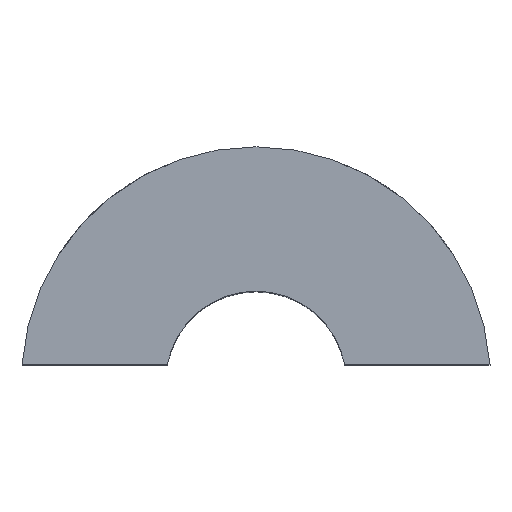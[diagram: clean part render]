
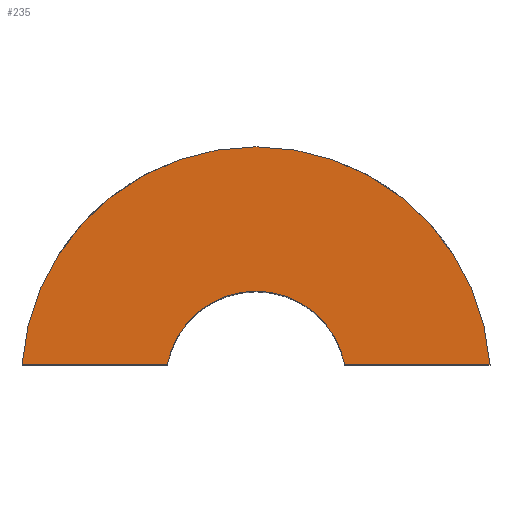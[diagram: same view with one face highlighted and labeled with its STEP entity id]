
A CAD part, top view. The second image highlights one B-rep face of the part: STEP entity #235.
In plain terms, the highlighted planar face has unit normal (0, 0, 1).
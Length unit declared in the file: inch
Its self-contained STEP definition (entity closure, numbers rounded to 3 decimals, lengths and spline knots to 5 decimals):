
#26=LINE('',#469,#40);
#30=LINE('',#481,#44);
#40=VECTOR('',#318,0.3937);
#44=VECTOR('',#330,0.3937);
#50=PLANE('',#278);
#62=FACE_OUTER_BOUND('',#78,.T.);
#78=EDGE_LOOP('',(#198,#199,#200,#201));
#88=CIRCLE('',#273,0.325);
#90=CIRCLE('',#277,0.125);
#110=VERTEX_POINT('',#466);
#111=VERTEX_POINT('',#468);
#113=VERTEX_POINT('',#474);
#115=VERTEX_POINT('',#480);
#136=EDGE_CURVE('',#111,#110,#26,.T.);
#139=EDGE_CURVE('',#113,#111,#88,.T.);
#142=EDGE_CURVE('',#115,#113,#30,.T.);
#145=EDGE_CURVE('',#110,#115,#90,.T.);
#198=ORIENTED_EDGE('',*,*,#145,.T.);
#199=ORIENTED_EDGE('',*,*,#142,.T.);
#200=ORIENTED_EDGE('',*,*,#139,.T.);
#201=ORIENTED_EDGE('',*,*,#136,.T.);
#235=ADVANCED_FACE('',(#62),#50,.T.);
#273=AXIS2_PLACEMENT_3D('',#475,#324,#325);
#277=AXIS2_PLACEMENT_3D('',#485,#336,#337);
#278=AXIS2_PLACEMENT_3D('',#486,#338,#339);
#318=DIRECTION('',(1.,0.,0.));
#324=DIRECTION('center_axis',(0.,0.,1.));
#325=DIRECTION('ref_axis',(0.997,0.072,0.));
#330=DIRECTION('',(1.,0.,0.));
#336=DIRECTION('center_axis',(0.,0.,-1.));
#337=DIRECTION('ref_axis',(-0.982,-0.187,0.));
#338=DIRECTION('center_axis',(0.,0.,1.));
#339=DIRECTION('ref_axis',(1.,0.,0.));
#466=CARTESIAN_POINT('',(-0.12279,0.02343,0.53437));
#468=CARTESIAN_POINT('',(-0.32415,0.02343,0.53437));
#469=CARTESIAN_POINT('',(-0.3688,0.02343,0.53437));
#474=CARTESIAN_POINT('',(0.32415,0.02343,0.53437));
#475=CARTESIAN_POINT('Origin',(0.,0.,0.53437));
#480=CARTESIAN_POINT('',(0.12279,0.02343,0.53437));
#481=CARTESIAN_POINT('',(-0.3688,0.02343,0.53437));
#485=CARTESIAN_POINT('Origin',(0.,0.,0.53437));
#486=CARTESIAN_POINT('Origin',(0.,0.13679,0.53437));
